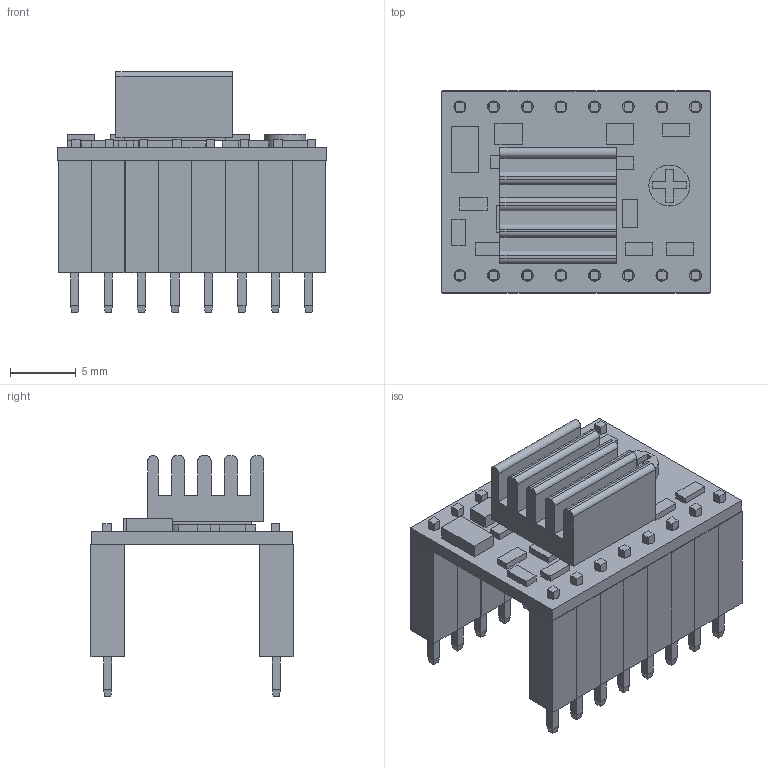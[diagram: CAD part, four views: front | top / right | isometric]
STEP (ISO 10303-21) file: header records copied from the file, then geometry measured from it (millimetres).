
FILE_DESCRIPTION(/* description */ (''),/* implementation_level */ '2;1');
FILE_NAME(/* name */ 'Pololu_Stick_Complete.step',/* time_stamp */ '2018-03-11T19:10:35+01:00',/* author */ ('stefano.cottafavi2YQRW'),/* organization */ (''),/* preprocessor_version */ 'ST-DEVELOPER v16.13',/* originating_system */ 'Autodesk Translation Framework v6.5.0.72',/* authorisation */ '');
FILE_SCHEMA (('AUTOMOTIVE_DESIGN { 1 0 10303 214 3 1 1 }'));
Length unit declared in the file: metre
Products named in the file (4): Pololu_Stick_Complete; Pololu A4899; 2.54X8_pinheader_female; 2.54X8_pinheader_female v1(Mirror)
Assembly tree (3 placements, depth 2):
  Pololu_Stick_Complete
    Pololu A4899
    2.54X8_pinheader_female
    2.54X8_pinheader_female v1(Mirror)
Bounding box: 20.32 x 15.32 x 18.26 mm (x, y, z)
Volume: 682.9 mm3; surface area: 3214.4 mm2
Topology: 18 solids, 26 shells, 656 faces, 1519 edges, 948 vertices
Faces by surface type: plane 628, cylinder 28
Full cylindrical faces by diameter (mm): 0.904 x14, 3.105 x1
Entity records: 18525 total; most frequent: CARTESIAN_POINT 3130, ORIENTED_EDGE 2974, DIRECTION 2931, EDGE_CURVE 1519, LINE 1433, VECTOR 1433, VERTEX_POINT 948, AXIS2_PLACEMENT_3D 749
